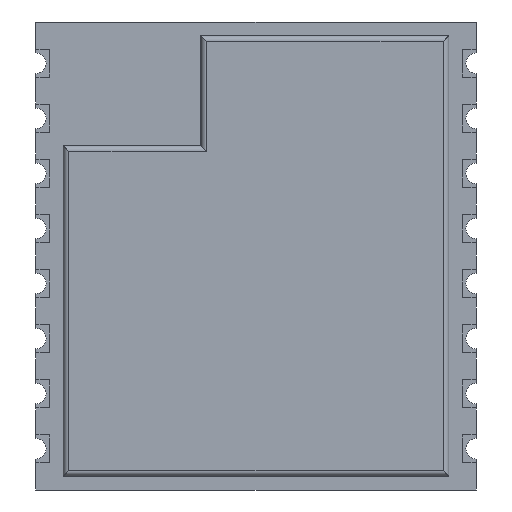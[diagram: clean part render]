
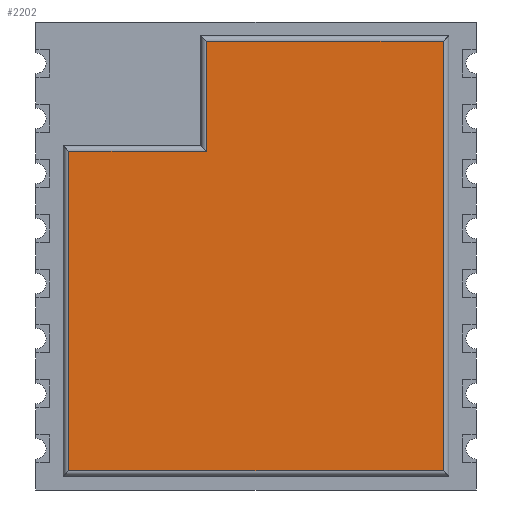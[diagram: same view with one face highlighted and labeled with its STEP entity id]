
A CAD part, front view. The second image highlights one B-rep face of the part: STEP entity #2202.
In plain terms, the highlighted planar face has unit normal (0, -1, 0).
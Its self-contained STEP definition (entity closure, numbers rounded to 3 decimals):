
#2061 = VERTEX_POINT('',#2062);
#2062 = CARTESIAN_POINT('',(-6.8,-1.6,-7.8));
#2069 = EDGE_CURVE('',#2061,#2070,#2072,.T.);
#2070 = VERTEX_POINT('',#2071);
#2071 = CARTESIAN_POINT('',(-6.8,-1.6,3.8));
#2072 = LINE('',#2073,#2074);
#2073 = CARTESIAN_POINT('',(-6.8,-1.6,-8.));
#2074 = VECTOR('',#2075,1.);
#2075 = DIRECTION('',(0.,0.,1.));
#2182 = VERTEX_POINT('',#2183);
#2183 = CARTESIAN_POINT('',(6.8,-1.6,-7.8));
#2190 = EDGE_CURVE('',#2182,#2061,#2191,.T.);
#2191 = LINE('',#2192,#2193);
#2192 = CARTESIAN_POINT('',(7.,-1.6,-7.8));
#2193 = VECTOR('',#2194,1.);
#2194 = DIRECTION('',(-1.,-0.,0.));
#2202 = ADVANCED_FACE('',(#2203),#2237,.F.);
#2203 = FACE_BOUND('',#2204,.F.);
#2204 = EDGE_LOOP('',(#2205,#2206,#2214,#2222,#2230,#2236));
#2205 = ORIENTED_EDGE('',*,*,#2069,.T.);
#2206 = ORIENTED_EDGE('',*,*,#2207,.T.);
#2207 = EDGE_CURVE('',#2070,#2208,#2210,.T.);
#2208 = VERTEX_POINT('',#2209);
#2209 = CARTESIAN_POINT('',(-1.8,-1.6,3.8));
#2210 = LINE('',#2211,#2212);
#2211 = CARTESIAN_POINT('',(-7.,-1.6,3.8));
#2212 = VECTOR('',#2213,1.);
#2213 = DIRECTION('',(1.,0.,0.));
#2214 = ORIENTED_EDGE('',*,*,#2215,.T.);
#2215 = EDGE_CURVE('',#2208,#2216,#2218,.T.);
#2216 = VERTEX_POINT('',#2217);
#2217 = CARTESIAN_POINT('',(-1.8,-1.6,7.8));
#2218 = LINE('',#2219,#2220);
#2219 = CARTESIAN_POINT('',(-1.8,-1.6,4.));
#2220 = VECTOR('',#2221,1.);
#2221 = DIRECTION('',(0.,0.,1.));
#2222 = ORIENTED_EDGE('',*,*,#2223,.T.);
#2223 = EDGE_CURVE('',#2216,#2224,#2226,.T.);
#2224 = VERTEX_POINT('',#2225);
#2225 = CARTESIAN_POINT('',(6.8,-1.6,7.8));
#2226 = LINE('',#2227,#2228);
#2227 = CARTESIAN_POINT('',(-2.,-1.6,7.8));
#2228 = VECTOR('',#2229,1.);
#2229 = DIRECTION('',(1.,0.,0.));
#2230 = ORIENTED_EDGE('',*,*,#2231,.T.);
#2231 = EDGE_CURVE('',#2224,#2182,#2232,.T.);
#2232 = LINE('',#2233,#2234);
#2233 = CARTESIAN_POINT('',(6.8,-1.6,8.));
#2234 = VECTOR('',#2235,1.);
#2235 = DIRECTION('',(0.,0.,-1.));
#2236 = ORIENTED_EDGE('',*,*,#2190,.T.);
#2237 = PLANE('',#2238);
#2238 = AXIS2_PLACEMENT_3D('',#2239,#2240,#2241);
#2239 = CARTESIAN_POINT('',(0.333,-1.6,-0.333));
#2240 = DIRECTION('',(0.,1.,0.));
#2241 = DIRECTION('',(0.,0.,1.));
